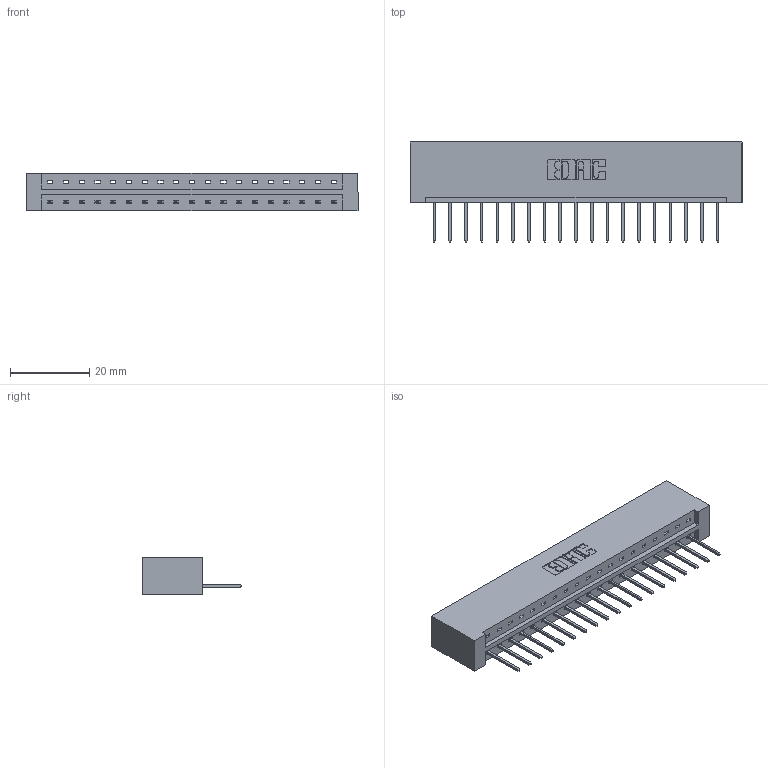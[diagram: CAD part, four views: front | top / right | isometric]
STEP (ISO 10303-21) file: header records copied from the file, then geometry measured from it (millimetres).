
FILE_DESCRIPTION (( 'STEP AP203' ), '1' );
FILE_NAME ('333-019-523-101.STEP', '2018-08-01T23:05:38', ( '' ), ( '' ), 'SwSTEP 2.0', 'SolidWorks 2016', '' );
FILE_SCHEMA (( 'CONFIG_CONTROL_DESIGN' ));
Length unit declared in the file: inch
Products named in the file (3): 333 Part_Lugless; 345-292-001_345-293-123; 333-019-523-101
Assembly tree (20 placements, depth 2):
  333-019-523-101
    333 Part_Lugless
    345-292-001_345-293-123  x19
Bounding box: 83.54 x 25.15 x 9.4 mm (x, y, z)
Volume: 8814.1 mm3; surface area: 9362.2 mm2
Topology: 20 solids, 20 shells, 1208 faces, 3631 edges, 2394 vertices
Faces by surface type: plane 864, cylinder 344
Entity records: 14331 total; most frequent: CARTESIAN_POINT 2483, ORIENTED_EDGE 2438, DIRECTION 2133, EDGE_CURVE 1219, VECTOR 1099, LINE 1099, VERTEX_POINT 810, AXIS2_PLACEMENT_3D 517
